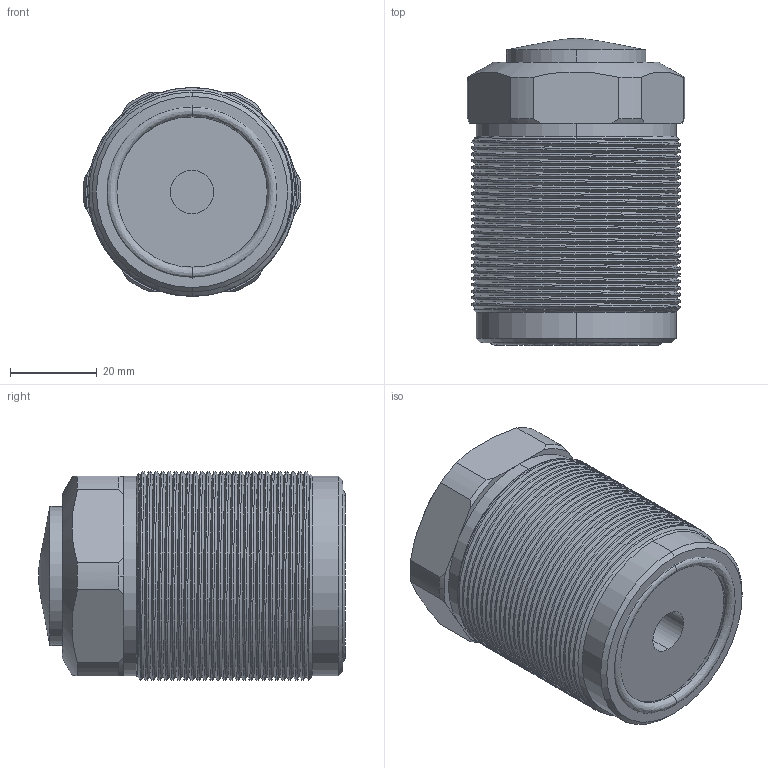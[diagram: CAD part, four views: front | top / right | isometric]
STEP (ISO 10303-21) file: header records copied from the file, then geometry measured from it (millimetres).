
FILE_DESCRIPTION (( 'STEP AP214' ), '1' );
FILE_NAME ('CTC-P048R-15.STEP', '2020-11-11T11:18:15', ( 'PC' ), ( '' ), 'SwSTEP 2.0', 'SolidWorks 2016', '' );
FILE_SCHEMA (( 'AUTOMOTIVE_DESIGN' ));
Length unit declared in the file: millimetre
Products named in the file (3): CTC-P048R-15; AS568-126
Assembly tree (2 placements, depth 2):
  CTC-P048R-15
    AS568-126
    CTC-P048R-15
Bounding box: 49.98 x 70.62 x 48 mm (x, y, z)
Volume: 112837.4 mm3; surface area: 18814.7 mm2
Topology: 2 solids, 2 shells, 106 faces, 283 edges, 183 vertices
Faces by surface type: cylinder 68, plane 16, cone 14, bspline 8
Entity records: 7392 total; most frequent: CARTESIAN_POINT 4993, ORIENTED_EDGE 566, DIRECTION 411, EDGE_CURVE 283, VERTEX_POINT 183, AXIS2_PLACEMENT_3D 159, EDGE_LOOP 110, FACE_OUTER_BOUND 106
